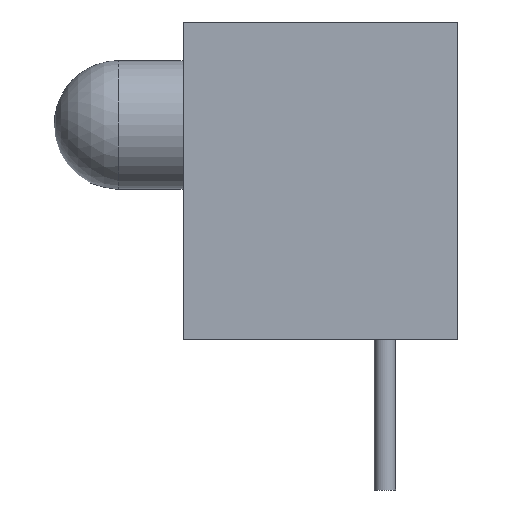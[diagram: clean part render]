
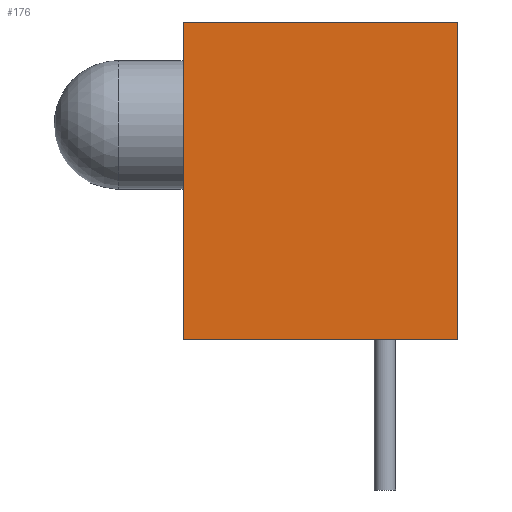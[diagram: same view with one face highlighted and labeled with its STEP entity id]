
A CAD part, front view. The second image highlights one B-rep face of the part: STEP entity #176.
In plain terms, the highlighted planar face has unit normal (0, -1, 0).
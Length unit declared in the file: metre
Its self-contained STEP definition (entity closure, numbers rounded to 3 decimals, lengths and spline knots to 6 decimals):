
#36=ORIENTED_EDGE('',*,*,#69,.F.);
#37=ORIENTED_EDGE('',*,*,#71,.T.);
#38=ORIENTED_EDGE('',*,*,#72,.T.);
#39=ORIENTED_EDGE('',*,*,#73,.F.);
#69=EDGE_CURVE('',#86,#87,#99,.T.);
#71=EDGE_CURVE('',#86,#88,#101,.T.);
#72=EDGE_CURVE('',#88,#89,#102,.T.);
#73=EDGE_CURVE('',#87,#89,#103,.T.);
#86=VERTEX_POINT('',#358);
#87=VERTEX_POINT('',#360);
#88=VERTEX_POINT('',#364);
#89=VERTEX_POINT('',#366);
#99=LINE('',#359,#111);
#101=LINE('',#363,#113);
#102=LINE('',#365,#114);
#103=LINE('',#367,#115);
#111=VECTOR('',#307,1.);
#113=VECTOR('',#311,1.);
#114=VECTOR('',#312,1.);
#115=VECTOR('',#313,1.);
#122=EDGE_LOOP('',(#36,#37,#38,#39));
#140=FACE_BOUND('',#122,.T.);
#156=PLANE('',#278);
#176=ADVANCED_FACE('',(#140),#156,.T.);
#278=AXIS2_PLACEMENT_3D('',#362,#309,#310);
#307=DIRECTION('',(-1.,0.,0.));
#309=DIRECTION('',(0.,-1.,0.));
#310=DIRECTION('',(0.,0.,-1.));
#311=DIRECTION('',(0.,0.,1.));
#312=DIRECTION('',(-1.,0.,0.));
#313=DIRECTION('',(0.,0.,1.));
#358=CARTESIAN_POINT('',(0.0017,-0.00357,0.));
#359=CARTESIAN_POINT('',(0.001702,-0.00357,0.));
#360=CARTESIAN_POINT('',(-0.0047,-0.00357,0.));
#362=CARTESIAN_POINT('',(0.001702,-0.00357,0.0037));
#363=CARTESIAN_POINT('',(0.0017,-0.00357,0.0037));
#364=CARTESIAN_POINT('',(0.0017,-0.00357,0.0074));
#365=CARTESIAN_POINT('',(0.001702,-0.00357,0.0074));
#366=CARTESIAN_POINT('',(-0.0047,-0.00357,0.0074));
#367=CARTESIAN_POINT('',(-0.0047,-0.00357,0.0037));
